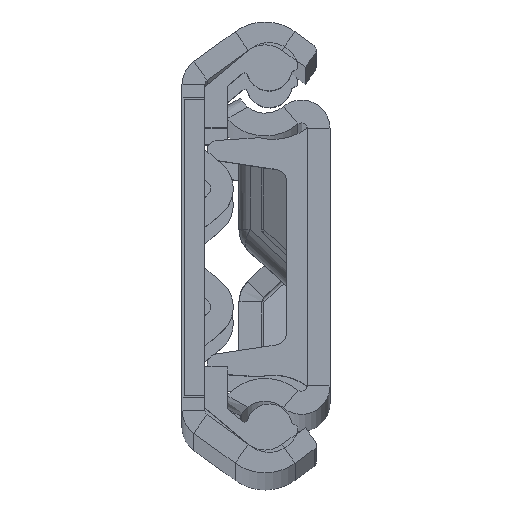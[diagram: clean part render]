
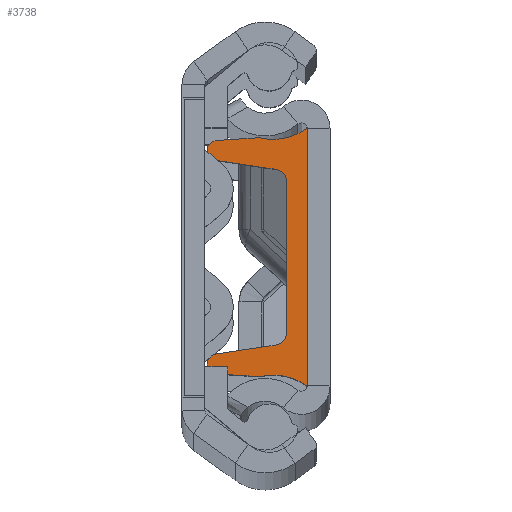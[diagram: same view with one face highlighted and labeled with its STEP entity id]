
A CAD part, top view. The second image highlights one B-rep face of the part: STEP entity #3738.
In plain terms, the highlighted face is planar.
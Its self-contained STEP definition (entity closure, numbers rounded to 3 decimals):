
#4 = ORIENTED_EDGE ( 'NONE', *, *, #10094, .F. ) ;
#157 = DIRECTION ( 'NONE',  ( 1., 0., 0. ) ) ;
#160 = CARTESIAN_POINT ( 'NONE',  ( 6., -6.708, 1.8 ) ) ;
#180 = DIRECTION ( 'NONE',  ( 0., 0., -1. ) ) ;
#206 = CARTESIAN_POINT ( 'NONE',  ( 6., -9.375, 7.925 ) ) ;
#299 = EDGE_CURVE ( 'NONE', #1919, #345, #2103, .T. ) ;
#345 = VERTEX_POINT ( 'NONE', #1326 ) ;
#438 = CARTESIAN_POINT ( 'NONE',  ( 6., 0., 0. ) ) ;
#464 = CIRCLE ( 'NONE', #1787, 0.875 ) ;
#504 = ORIENTED_EDGE ( 'NONE', *, *, #3607, .F. ) ;
#512 = VERTEX_POINT ( 'NONE', #4227 ) ;
#786 = CARTESIAN_POINT ( 'NONE',  ( 6., 0., 0. ) ) ;
#1004 = AXIS2_PLACEMENT_3D ( 'NONE', #3054, #6330, #9596 ) ;
#1013 = DIRECTION ( 'NONE',  ( 1., 0., 0. ) ) ;
#1078 = DIRECTION ( 'NONE',  ( 0., -0.067, 0.998 ) ) ;
#1103 = EDGE_CURVE ( 'NONE', #10309, #9117, #6361, .T. ) ;
#1288 = EDGE_CURVE ( 'NONE', #8355, #9213, #3216, .T. ) ;
#1326 = CARTESIAN_POINT ( 'NONE',  ( 6., -11.35, 0. ) ) ;
#1434 = ORIENTED_EDGE ( 'NONE', *, *, #8691, .F. ) ;
#1461 = ORIENTED_EDGE ( 'NONE', *, *, #4146, .F. ) ;
#1492 = VECTOR ( 'NONE', #4390, 1000. ) ;
#1544 = CARTESIAN_POINT ( 'NONE',  ( 6., -9.375, 8.8 ) ) ;
#1634 = DIRECTION ( 'NONE',  ( 0., 0.067, 0.998 ) ) ;
#1774 = CIRCLE ( 'NONE', #10030, 0.875 ) ;
#1787 = AXIS2_PLACEMENT_3D ( 'NONE', #3879, #7081, #10306 ) ;
#1800 = CARTESIAN_POINT ( 'NONE',  ( 6., 10.734, 0.718 ) ) ;
#1827 = CARTESIAN_POINT ( 'NONE',  ( 6., -7.697, 2.651 ) ) ;
#1841 = CARTESIAN_POINT ( 'NONE',  ( 6., 6.708, 2.8 ) ) ;
#1886 = AXIS2_PLACEMENT_3D ( 'NONE', #4124, #1013, #9909 ) ;
#1919 = VERTEX_POINT ( 'NONE', #9989 ) ;
#1948 = VERTEX_POINT ( 'NONE', #1544 ) ;
#2052 = ORIENTED_EDGE ( 'NONE', *, *, #8237, .T. ) ;
#2103 = LINE ( 'NONE', #438, #1492 ) ;
#2157 = CARTESIAN_POINT ( 'NONE',  ( 6., 9.375, 7.925 ) ) ;
#2306 = CARTESIAN_POINT ( 'NONE',  ( 6., 9.375, 7.925 ) ) ;
#2315 = DIRECTION ( 'NONE',  ( 1., 0., 0. ) ) ;
#2343 = ORIENTED_EDGE ( 'NONE', *, *, #5694, .F. ) ;
#2783 = CARTESIAN_POINT ( 'NONE',  ( 6., 8.51, 8.055 ) ) ;
#3054 = CARTESIAN_POINT ( 'NONE',  ( 6., -6.708, 2.8 ) ) ;
#3109 = CARTESIAN_POINT ( 'NONE',  ( 6., -10.5, 4.216 ) ) ;
#3142 = CARTESIAN_POINT ( 'NONE',  ( 6., -7.136, -1.074 ) ) ;
#3198 = DIRECTION ( 'NONE',  ( 0., 0.149, -0.989 ) ) ;
#3213 = EDGE_CURVE ( 'NONE', #6778, #7095, #8178, .T. ) ;
#3216 = CIRCLE ( 'NONE', #4065, 0.875 ) ;
#3266 = CARTESIAN_POINT ( 'NONE',  ( 6., 10.5, 4.216 ) ) ;
#3309 = DIRECTION ( 'NONE',  ( 0., 0., -1. ) ) ;
#3336 = DIRECTION ( 'NONE',  ( 1., 0., 0. ) ) ;
#3508 = CARTESIAN_POINT ( 'NONE',  ( 6., -8.51, 8.055 ) ) ;
#3607 = EDGE_CURVE ( 'NONE', #345, #4157, #10305, .T. ) ;
#3738 = ADVANCED_FACE ( 'NONE', ( #8029 ), #9630, .T. ) ;
#3879 = CARTESIAN_POINT ( 'NONE',  ( 6., -9.375, 7.925 ) ) ;
#3937 = DIRECTION ( 'NONE',  ( 1., 0., 0. ) ) ;
#4065 = AXIS2_PLACEMENT_3D ( 'NONE', #2306, #4453, #6869 ) ;
#4096 = LINE ( 'NONE', #7293, #5338 ) ;
#4123 = CARTESIAN_POINT ( 'NONE',  ( 6., -10.734, 0.718 ) ) ;
#4124 = CARTESIAN_POINT ( 'NONE',  ( 6., 15.35, 3. ) ) ;
#4146 = EDGE_CURVE ( 'NONE', #4157, #9827, #8104, .T. ) ;
#4151 = ORIENTED_EDGE ( 'NONE', *, *, #299, .F. ) ;
#4157 = VERTEX_POINT ( 'NONE', #3109 ) ;
#4203 = CIRCLE ( 'NONE', #1004, 1. ) ;
#4227 = CARTESIAN_POINT ( 'NONE',  ( 6., 7.697, 2.651 ) ) ;
#4280 = CARTESIAN_POINT ( 'NONE',  ( 6., -10.248, 7.983 ) ) ;
#4390 = DIRECTION ( 'NONE',  ( 0., -1., 0. ) ) ;
#4453 = DIRECTION ( 'NONE',  ( 1., 0., 0. ) ) ;
#4715 = CARTESIAN_POINT ( 'NONE',  ( 6., 7.136, -1.074 ) ) ;
#4819 = ORIENTED_EDGE ( 'NONE', *, *, #1288, .T. ) ;
#4843 = VECTOR ( 'NONE', #8011, 1000. ) ;
#4944 = VERTEX_POINT ( 'NONE', #160 ) ;
#5338 = VECTOR ( 'NONE', #8177, 1000. ) ;
#5470 = DIRECTION ( 'NONE',  ( 1., 0., 0. ) ) ;
#5507 = LINE ( 'NONE', #4715, #4843 ) ;
#5694 = EDGE_CURVE ( 'NONE', #6778, #1919, #5782, .T. ) ;
#5767 = AXIS2_PLACEMENT_3D ( 'NONE', #7658, #5470, #6252 ) ;
#5782 = CIRCLE ( 'NONE', #1886, 5. ) ;
#6180 = DIRECTION ( 'NONE',  ( 0., 0., -1. ) ) ;
#6252 = DIRECTION ( 'NONE',  ( 0., 0., -1. ) ) ;
#6330 = DIRECTION ( 'NONE',  ( 1., 0., 0. ) ) ;
#6361 = LINE ( 'NONE', #3142, #10276 ) ;
#6447 = EDGE_LOOP ( 'NONE', ( #8819, #10239, #7931, #1461, #504, #4151, #2343, #8394, #9200, #4819, #9526, #1434, #2052, #4 ) ) ;
#6468 = DIRECTION ( 'NONE',  ( 0., 0., -1. ) ) ;
#6778 = VERTEX_POINT ( 'NONE', #3266 ) ;
#6809 = CARTESIAN_POINT ( 'NONE',  ( 6., 10.248, 7.983 ) ) ;
#6869 = DIRECTION ( 'NONE',  ( 0., 0., -1. ) ) ;
#6988 = AXIS2_PLACEMENT_3D ( 'NONE', #2157, #2315, #6180 ) ;
#7081 = DIRECTION ( 'NONE',  ( 1., 0., 0. ) ) ;
#7095 = VERTEX_POINT ( 'NONE', #6809 ) ;
#7147 = VECTOR ( 'NONE', #1634, 1000. ) ;
#7281 = EDGE_CURVE ( 'NONE', #7095, #8355, #9865, .T. ) ;
#7293 = CARTESIAN_POINT ( 'NONE',  ( 6., 0., 1.8 ) ) ;
#7512 = AXIS2_PLACEMENT_3D ( 'NONE', #1841, #3336, #180 ) ;
#7658 = CARTESIAN_POINT ( 'NONE',  ( 6., -15.35, 3. ) ) ;
#7724 = EDGE_CURVE ( 'NONE', #1948, #9827, #1774, .T. ) ;
#7926 = VERTEX_POINT ( 'NONE', #9303 ) ;
#7931 = ORIENTED_EDGE ( 'NONE', *, *, #7724, .T. ) ;
#8011 = DIRECTION ( 'NONE',  ( 0., -0.149, -0.989 ) ) ;
#8029 = FACE_OUTER_BOUND ( 'NONE', #6447, .T. ) ;
#8104 = LINE ( 'NONE', #4123, #7147 ) ;
#8118 = EDGE_CURVE ( 'NONE', #10309, #1948, #464, .T. ) ;
#8177 = DIRECTION ( 'NONE',  ( 0., -1., 0. ) ) ;
#8178 = LINE ( 'NONE', #1800, #9820 ) ;
#8237 = EDGE_CURVE ( 'NONE', #7926, #4944, #4096, .T. ) ;
#8355 = VERTEX_POINT ( 'NONE', #9189 ) ;
#8394 = ORIENTED_EDGE ( 'NONE', *, *, #3213, .T. ) ;
#8525 = EDGE_CURVE ( 'NONE', #9213, #512, #5507, .T. ) ;
#8691 = EDGE_CURVE ( 'NONE', #7926, #512, #9206, .T. ) ;
#8819 = ORIENTED_EDGE ( 'NONE', *, *, #1103, .F. ) ;
#9117 = VERTEX_POINT ( 'NONE', #1827 ) ;
#9189 = CARTESIAN_POINT ( 'NONE',  ( 6., 9.375, 8.8 ) ) ;
#9200 = ORIENTED_EDGE ( 'NONE', *, *, #7281, .T. ) ;
#9206 = CIRCLE ( 'NONE', #7512, 1. ) ;
#9213 = VERTEX_POINT ( 'NONE', #2783 ) ;
#9303 = CARTESIAN_POINT ( 'NONE',  ( 6., 6.708, 1.8 ) ) ;
#9526 = ORIENTED_EDGE ( 'NONE', *, *, #8525, .T. ) ;
#9596 = DIRECTION ( 'NONE',  ( 0., 0., -1. ) ) ;
#9630 = PLANE ( 'NONE',  #9664 ) ;
#9664 = AXIS2_PLACEMENT_3D ( 'NONE', #786, #3937, #6468 ) ;
#9820 = VECTOR ( 'NONE', #1078, 1000. ) ;
#9827 = VERTEX_POINT ( 'NONE', #4280 ) ;
#9865 = CIRCLE ( 'NONE', #6988, 0.875 ) ;
#9909 = DIRECTION ( 'NONE',  ( 0., 0., -1. ) ) ;
#9989 = CARTESIAN_POINT ( 'NONE',  ( 6., 11.35, 0. ) ) ;
#10030 = AXIS2_PLACEMENT_3D ( 'NONE', #206, #157, #3309 ) ;
#10094 = EDGE_CURVE ( 'NONE', #9117, #4944, #4203, .T. ) ;
#10239 = ORIENTED_EDGE ( 'NONE', *, *, #8118, .T. ) ;
#10276 = VECTOR ( 'NONE', #3198, 1000. ) ;
#10305 = CIRCLE ( 'NONE', #5767, 5. ) ;
#10306 = DIRECTION ( 'NONE',  ( 0., 0., -1. ) ) ;
#10309 = VERTEX_POINT ( 'NONE', #3508 ) ;
